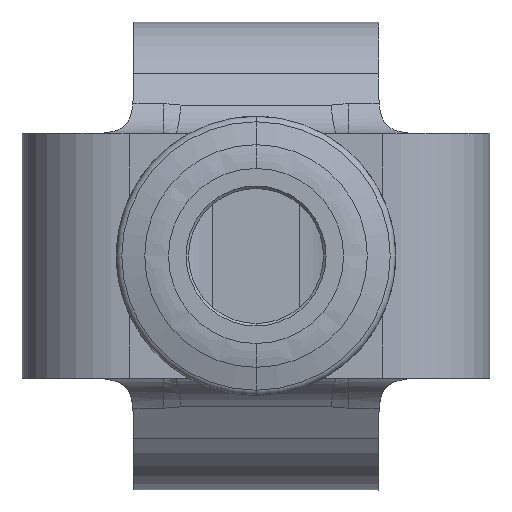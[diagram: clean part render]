
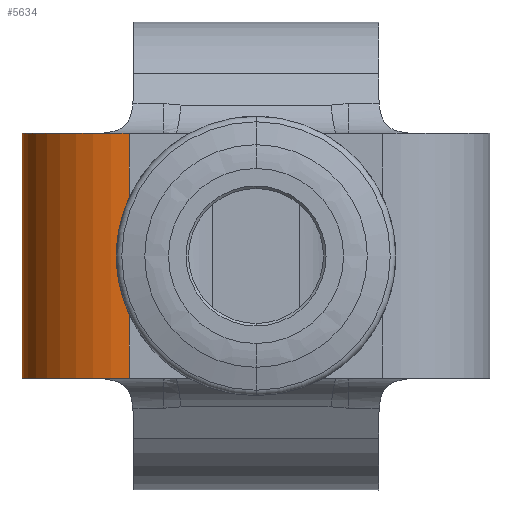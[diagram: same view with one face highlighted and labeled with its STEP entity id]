
A CAD part, front view. The second image highlights one B-rep face of the part: STEP entity #5634.
In plain terms, the highlighted cylindrical face has radius 11.113 mm (diameter 22.225 mm), a partial arc.
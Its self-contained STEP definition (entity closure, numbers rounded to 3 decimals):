
#26 = EDGE_CURVE ( 'NONE', #2751, #6998, #3423, .T. ) ;
#55 = LINE ( 'NONE', #3932, #2188 ) ;
#66 = EDGE_CURVE ( 'NONE', #5247, #6998, #55, .T. ) ;
#235 = LINE ( 'NONE', #2697, #1319 ) ;
#611 = DIRECTION ( 'NONE',  ( 0., 0., 1. ) ) ;
#668 = CARTESIAN_POINT ( 'NONE',  ( -42.884, -34.114, -17.974 ) ) ;
#823 = VECTOR ( 'NONE', #611, 1000. ) ;
#1143 = CIRCLE ( 'NONE', #2550, 11.113 ) ;
#1255 = DIRECTION ( 'NONE',  ( 0., 0., 1. ) ) ;
#1281 = CARTESIAN_POINT ( 'NONE',  ( -42.884, -34.114, -17.974 ) ) ;
#1319 = VECTOR ( 'NONE', #2142, 1000. ) ;
#1405 = DIRECTION ( 'NONE',  ( 1., 0., 0. ) ) ;
#1412 = DIRECTION ( 'NONE',  ( 0., 0., 1. ) ) ;
#1446 = CARTESIAN_POINT ( 'NONE',  ( -42.884, -23.001, -17.97 ) ) ;
#1699 = CARTESIAN_POINT ( 'NONE',  ( -42.884, -34.114, 0.795 ) ) ;
#1778 = VECTOR ( 'NONE', #2434, 1000. ) ;
#1794 = CARTESIAN_POINT ( 'NONE',  ( -42.884, -34.114, -11.343 ) ) ;
#1810 = CARTESIAN_POINT ( 'NONE',  ( -42.884, -23.001, 7.43 ) ) ;
#1817 = CARTESIAN_POINT ( 'NONE',  ( -53.997, -23.001, 7.43 ) ) ;
#1968 = AXIS2_PLACEMENT_3D ( 'NONE', #5957, #5953, #5938 ) ;
#2142 = DIRECTION ( 'NONE',  ( 0., 0., -1. ) ) ;
#2188 = VECTOR ( 'NONE', #5155, 1000. ) ;
#2220 = EDGE_LOOP ( 'NONE', ( #6407, #6397, #6389, #6234, #6157, #6139, #5985 ) ) ;
#2228 = VERTEX_POINT ( 'NONE', #5149 ) ;
#2321 = LINE ( 'NONE', #668, #823 ) ;
#2434 = DIRECTION ( 'NONE',  ( 0., 0., 1. ) ) ;
#2550 = AXIS2_PLACEMENT_3D ( 'NONE', #1446, #1412, #1405 ) ;
#2609 = CYLINDRICAL_SURFACE ( 'NONE', #6229, 11.113 ) ;
#2697 = CARTESIAN_POINT ( 'NONE',  ( -53.997, -23.001, 7.43 ) ) ;
#2738 = VERTEX_POINT ( 'NONE', #1794 ) ;
#2751 = VERTEX_POINT ( 'NONE', #1699 ) ;
#3073 = VECTOR ( 'NONE', #1255, 1000. ) ;
#3082 = CARTESIAN_POINT ( 'NONE',  ( -42.884, -34.114, -17.974 ) ) ;
#3423 = LINE ( 'NONE', #1281, #3073 ) ;
#3482 = CARTESIAN_POINT ( 'NONE',  ( -42.884, -34.114, 7.43 ) ) ;
#3534 = VERTEX_POINT ( 'NONE', #4980 ) ;
#3932 = CARTESIAN_POINT ( 'NONE',  ( -42.884, -34.114, 7.43 ) ) ;
#3934 = CARTESIAN_POINT ( 'NONE',  ( -42.884, -34.114, 7.426 ) ) ;
#4785 = LINE ( 'NONE', #3082, #1778 ) ;
#4980 = CARTESIAN_POINT ( 'NONE',  ( -53.997, -23.001, -17.97 ) ) ;
#5069 = CIRCLE ( 'NONE', #1968, 11.113 ) ;
#5149 = CARTESIAN_POINT ( 'NONE',  ( -42.884, -34.114, -17.97 ) ) ;
#5155 = DIRECTION ( 'NONE',  ( 0., 0., -1. ) ) ;
#5247 = VERTEX_POINT ( 'NONE', #3482 ) ;
#5634 = ADVANCED_FACE ( 'NONE', ( #5750 ), #2609, .T. ) ;
#5750 = FACE_OUTER_BOUND ( 'NONE', #2220, .T. ) ;
#5836 = EDGE_CURVE ( 'NONE', #6924, #5247, #5069, .T. ) ;
#5938 = DIRECTION ( 'NONE',  ( 1., 0., 0. ) ) ;
#5953 = DIRECTION ( 'NONE',  ( 0., 0., 1. ) ) ;
#5957 = CARTESIAN_POINT ( 'NONE',  ( -42.884, -23.001, 7.43 ) ) ;
#5985 = ORIENTED_EDGE ( 'NONE', *, *, #66, .F. ) ;
#6139 = ORIENTED_EDGE ( 'NONE', *, *, #26, .T. ) ;
#6157 = ORIENTED_EDGE ( 'NONE', *, *, #6954, .T. ) ;
#6229 = AXIS2_PLACEMENT_3D ( 'NONE', #1810, #6996, #7027 ) ;
#6234 = ORIENTED_EDGE ( 'NONE', *, *, #6838, .T. ) ;
#6389 = ORIENTED_EDGE ( 'NONE', *, *, #6767, .T. ) ;
#6397 = ORIENTED_EDGE ( 'NONE', *, *, #6665, .T. ) ;
#6407 = ORIENTED_EDGE ( 'NONE', *, *, #5836, .F. ) ;
#6665 = EDGE_CURVE ( 'NONE', #6924, #3534, #235, .T. ) ;
#6767 = EDGE_CURVE ( 'NONE', #3534, #2228, #1143, .T. ) ;
#6838 = EDGE_CURVE ( 'NONE', #2228, #2738, #2321, .T. ) ;
#6924 = VERTEX_POINT ( 'NONE', #1817 ) ;
#6954 = EDGE_CURVE ( 'NONE', #2738, #2751, #4785, .T. ) ;
#6996 = DIRECTION ( 'NONE',  ( 0., 0., -1. ) ) ;
#6998 = VERTEX_POINT ( 'NONE', #3934 ) ;
#7027 = DIRECTION ( 'NONE',  ( -1., 0., 0. ) ) ;
